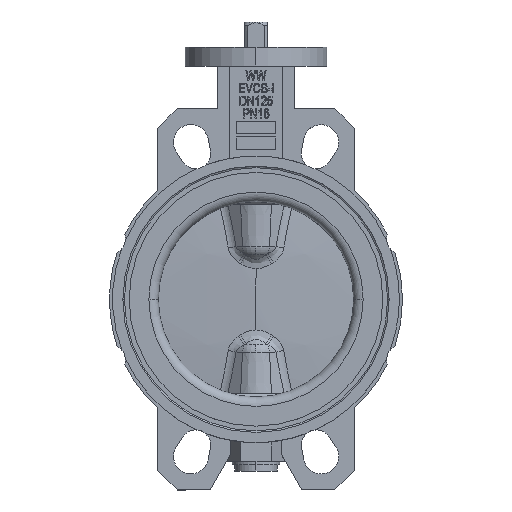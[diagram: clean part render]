
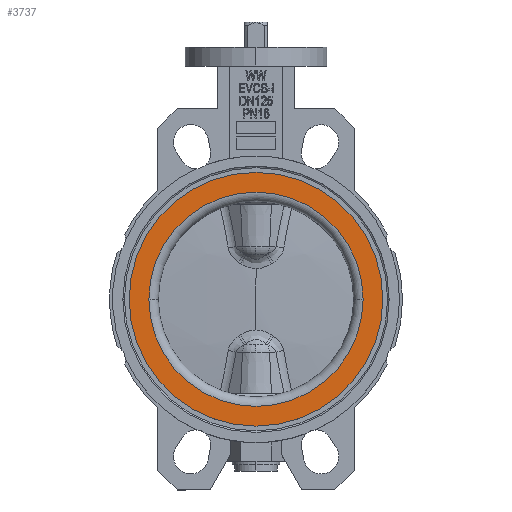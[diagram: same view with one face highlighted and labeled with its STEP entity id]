
A CAD part, top view. The second image highlights one B-rep face of the part: STEP entity #3737.
In plain terms, the highlighted planar face has unit normal (0, 0, 1).
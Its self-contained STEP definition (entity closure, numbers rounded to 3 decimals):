
#469 = CIRCLE ( 'NONE', #19409, 68. ) ;
#706 = CARTESIAN_POINT ( 'NONE',  ( -80.5, 0., 29. ) ) ;
#970 = DIRECTION ( 'NONE',  ( -1., 0., 0. ) ) ;
#1111 = CARTESIAN_POINT ( 'NONE',  ( 0., 0., 29. ) ) ;
#1614 = FACE_OUTER_BOUND ( 'NONE', #6866, .T. ) ;
#2297 = EDGE_LOOP ( 'NONE', ( #19045, #20753 ) ) ;
#2596 = DIRECTION ( 'NONE',  ( 0., 0., 1. ) ) ;
#3737 = ADVANCED_FACE ( 'NONE', ( #21029, #1614 ), #7061, .F. ) ;
#3785 = EDGE_CURVE ( 'NONE', #4944, #13467, #8739, .T. ) ;
#3881 = AXIS2_PLACEMENT_3D ( 'NONE', #22801, #2596, #16602 ) ;
#4528 = CARTESIAN_POINT ( 'NONE',  ( 68., 0., 29. ) ) ;
#4944 = VERTEX_POINT ( 'NONE', #706 ) ;
#6013 = DIRECTION ( 'NONE',  ( 0., 0., 1. ) ) ;
#6866 = EDGE_LOOP ( 'NONE', ( #22292, #6896 ) ) ;
#6896 = ORIENTED_EDGE ( 'NONE', *, *, #3785, .T. ) ;
#7061 = PLANE ( 'NONE',  #21610 ) ;
#8686 = EDGE_CURVE ( 'NONE', #10077, #8807, #11216, .T. ) ;
#8739 = CIRCLE ( 'NONE', #24734, 80.5 ) ;
#8807 = VERTEX_POINT ( 'NONE', #4528 ) ;
#9314 = CIRCLE ( 'NONE', #25193, 80.5 ) ;
#10077 = VERTEX_POINT ( 'NONE', #25842 ) ;
#11216 = CIRCLE ( 'NONE', #3881, 68. ) ;
#11325 = CARTESIAN_POINT ( 'NONE',  ( 0., 0., 29. ) ) ;
#11399 = EDGE_CURVE ( 'NONE', #8807, #10077, #469, .T. ) ;
#11584 = DIRECTION ( 'NONE',  ( 0., 0., 1. ) ) ;
#12916 = CARTESIAN_POINT ( 'NONE',  ( 0., 68., 29. ) ) ;
#13467 = VERTEX_POINT ( 'NONE', #21575 ) ;
#15256 = DIRECTION ( 'NONE',  ( 0., 0., 1. ) ) ;
#16602 = DIRECTION ( 'NONE',  ( 1., 0., 0. ) ) ;
#17218 = DIRECTION ( 'NONE',  ( 0., 0., -1. ) ) ;
#19045 = ORIENTED_EDGE ( 'NONE', *, *, #11399, .F. ) ;
#19306 = DIRECTION ( 'NONE',  ( 1., 0., 0. ) ) ;
#19409 = AXIS2_PLACEMENT_3D ( 'NONE', #22369, #6013, #24022 ) ;
#20753 = ORIENTED_EDGE ( 'NONE', *, *, #8686, .F. ) ;
#21029 = FACE_BOUND ( 'NONE', #2297, .T. ) ;
#21575 = CARTESIAN_POINT ( 'NONE',  ( 80.5, 0., 29. ) ) ;
#21610 = AXIS2_PLACEMENT_3D ( 'NONE', #12916, #17218, #970 ) ;
#22292 = ORIENTED_EDGE ( 'NONE', *, *, #23611, .T. ) ;
#22369 = CARTESIAN_POINT ( 'NONE',  ( 0., 0., 29. ) ) ;
#22801 = CARTESIAN_POINT ( 'NONE',  ( 0., 0., 29. ) ) ;
#23405 = DIRECTION ( 'NONE',  ( 1., 0., 0. ) ) ;
#23611 = EDGE_CURVE ( 'NONE', #13467, #4944, #9314, .T. ) ;
#24022 = DIRECTION ( 'NONE',  ( 1., 0., 0. ) ) ;
#24734 = AXIS2_PLACEMENT_3D ( 'NONE', #11325, #11584, #23405 ) ;
#25193 = AXIS2_PLACEMENT_3D ( 'NONE', #1111, #15256, #19306 ) ;
#25842 = CARTESIAN_POINT ( 'NONE',  ( -68., 0., 29. ) ) ;
